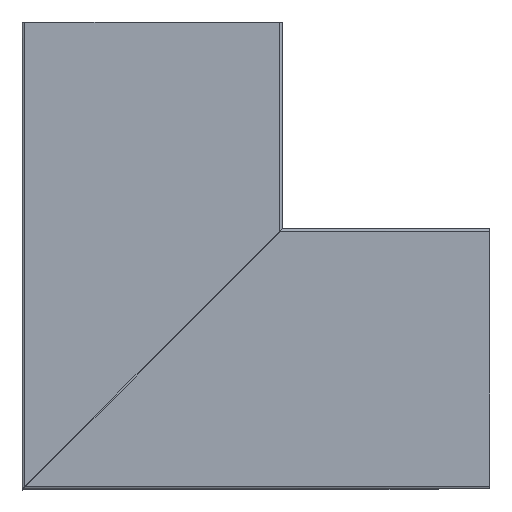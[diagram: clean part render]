
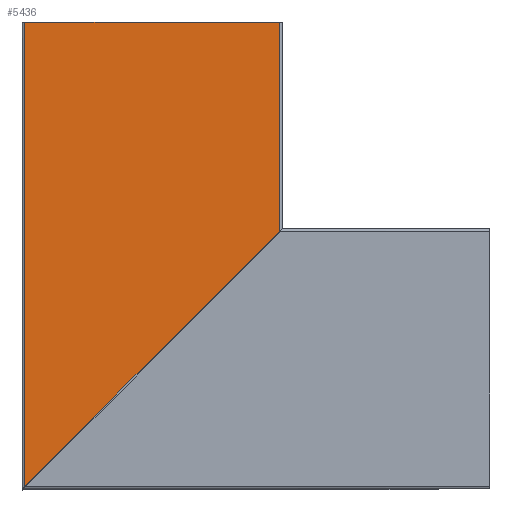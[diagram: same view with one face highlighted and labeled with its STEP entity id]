
A CAD part, front view. The second image highlights one B-rep face of the part: STEP entity #5436.
In plain terms, the highlighted planar face has unit normal (0, -1, 0).
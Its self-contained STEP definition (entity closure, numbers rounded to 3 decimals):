
#14 = DIRECTION ( 'NONE',  ( 1., 0., 0. ) ) ;
#293 = LINE ( 'NONE', #5822, #2539 ) ;
#391 = DIRECTION ( 'NONE',  ( 0., 0., 1. ) ) ;
#519 = LINE ( 'NONE', #5566, #5159 ) ;
#1651 = CARTESIAN_POINT ( 'NONE',  ( 824.419, 23.028, -318.45 ) ) ;
#1687 = DIRECTION ( 'NONE',  ( 0., 0., 1. ) ) ;
#1835 = ORIENTED_EDGE ( 'NONE', *, *, #5377, .F. ) ;
#2039 = CARTESIAN_POINT ( 'NONE',  ( 824.419, 23.028, -50. ) ) ;
#2231 = ORIENTED_EDGE ( 'NONE', *, *, #5572, .F. ) ;
#2539 = VECTOR ( 'NONE', #3615, 1000. ) ;
#2780 = VERTEX_POINT ( 'NONE', #4979 ) ;
#2917 = ORIENTED_EDGE ( 'NONE', *, *, #4710, .F. ) ;
#2952 = LINE ( 'NONE', #5417, #5210 ) ;
#3023 = VECTOR ( 'NONE', #1687, 1000. ) ;
#3085 = DIRECTION ( 'NONE',  ( 0., 1., 0. ) ) ;
#3225 = AXIS2_PLACEMENT_3D ( 'NONE', #5781, #3085, #391 ) ;
#3520 = PLANE ( 'NONE',  #3225 ) ;
#3539 = CARTESIAN_POINT ( 'NONE',  ( 971.372, 23.028, -50. ) ) ;
#3615 = DIRECTION ( 'NONE',  ( -0.707, 0., -0.707 ) ) ;
#3763 = VERTEX_POINT ( 'NONE', #1651 ) ;
#4301 = VERTEX_POINT ( 'NONE', #2039 ) ;
#4355 = ORIENTED_EDGE ( 'NONE', *, *, #5074, .F. ) ;
#4394 = CARTESIAN_POINT ( 'NONE',  ( 824.419, 23.028, -1805.5 ) ) ;
#4710 = EDGE_CURVE ( 'NONE', #5477, #2780, #519, .T. ) ;
#4873 = FACE_OUTER_BOUND ( 'NONE', #5301, .T. ) ;
#4979 = CARTESIAN_POINT ( 'NONE',  ( 971.372, 23.028, -171.498 ) ) ;
#5074 = EDGE_CURVE ( 'NONE', #2780, #3763, #293, .T. ) ;
#5159 = VECTOR ( 'NONE', #5546, 1000. ) ;
#5210 = VECTOR ( 'NONE', #14, 1000. ) ;
#5301 = EDGE_LOOP ( 'NONE', ( #2231, #1835, #4355, #2917 ) ) ;
#5377 = EDGE_CURVE ( 'NONE', #3763, #4301, #5437, .T. ) ;
#5417 = CARTESIAN_POINT ( 'NONE',  ( 947.292, 23.028, -50. ) ) ;
#5436 = ADVANCED_FACE ( 'NONE', ( #4873 ), #3520, .F. ) ;
#5437 = LINE ( 'NONE', #4394, #3023 ) ;
#5477 = VERTEX_POINT ( 'NONE', #3539 ) ;
#5546 = DIRECTION ( 'NONE',  ( 0., 0., -1. ) ) ;
#5566 = CARTESIAN_POINT ( 'NONE',  ( 971.372, 23.028, -1805.5 ) ) ;
#5572 = EDGE_CURVE ( 'NONE', #4301, #5477, #2952, .T. ) ;
#5781 = CARTESIAN_POINT ( 'NONE',  ( 947.292, 23.028, -1805.5 ) ) ;
#5822 = CARTESIAN_POINT ( 'NONE',  ( 971.372, 23.028, -171.498 ) ) ;
